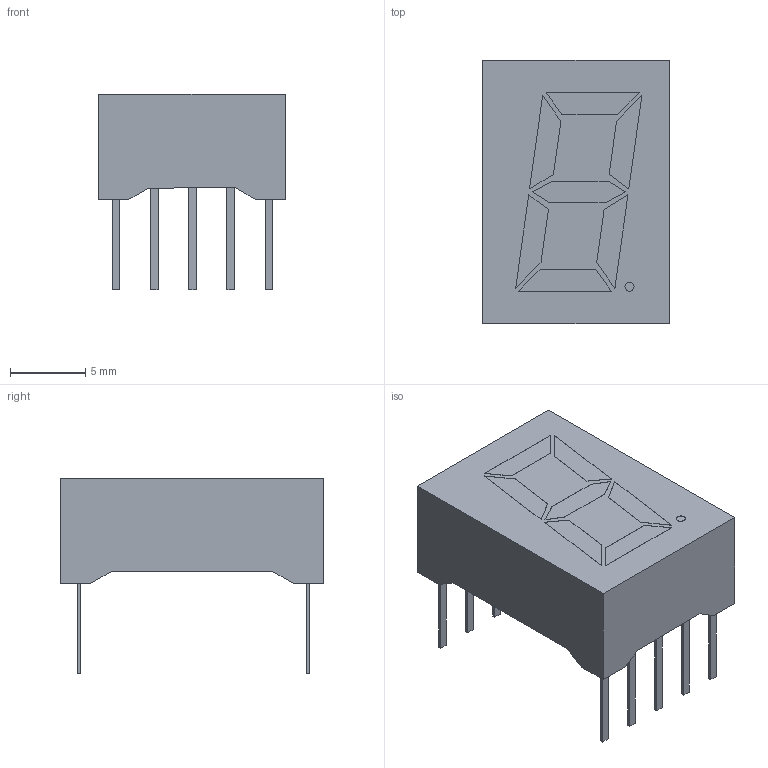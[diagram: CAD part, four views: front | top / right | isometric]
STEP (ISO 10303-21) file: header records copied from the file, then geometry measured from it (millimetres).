
FILE_DESCRIPTION(('FreeCAD Model'),'2;1');
FILE_NAME( 'x1_12x17.stp', '2015-04-16T17:41:13',('FreeCAD'),('FreeCAD'), 'Open CASCADE STEP processor 6.7','FreeCAD','Unknown');
FILE_SCHEMA(('AUTOMOTIVE_DESIGN_CC2 { 1 2 10303 214 -1 1 5 4 }'));
Length unit declared in the file: millimetre
Products named in the file (3): Pocket002; Pad001; Array
Bounding box: 12.4 x 17.5 x 13.01 mm (x, y, z)
Volume: 1323.3 mm3; surface area: 1050.8 mm2
Topology: 19 solids, 19 shells, 135 faces, 291 edges, 194 vertices
Faces by surface type: plane 134, cylinder 1
Full cylindrical faces by diameter (mm): 0.6 x1
Entity records: 7695 total; most frequent: CARTESIAN_POINT 1255, DIRECTION 1105, LINE 829, VECTOR 829, ORIENTED_EDGE 582, PCURVE 582, DEFINITIONAL_REPRESENTATION 582, EDGE_CURVE 291
